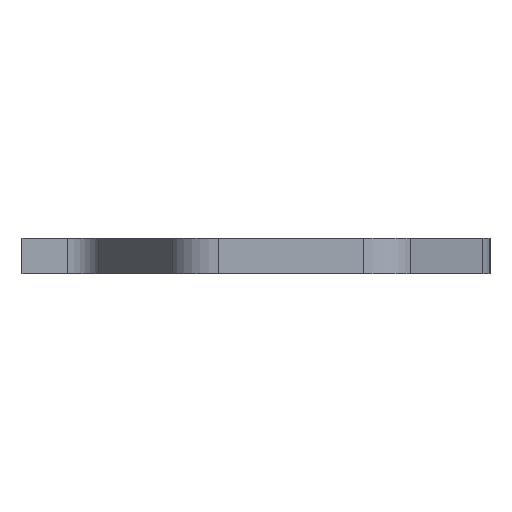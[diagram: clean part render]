
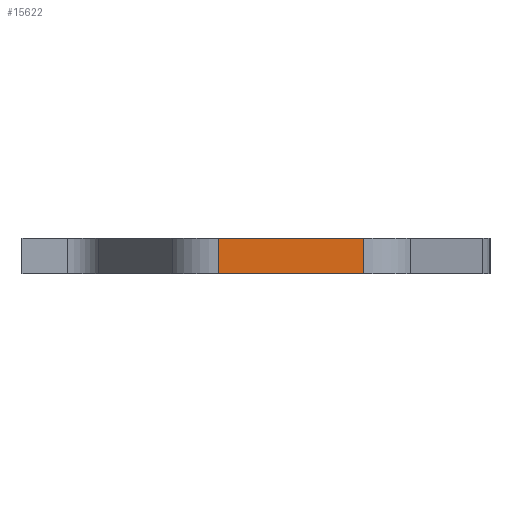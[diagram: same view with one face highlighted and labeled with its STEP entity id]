
A CAD part, front view. The second image highlights one B-rep face of the part: STEP entity #15622.
In plain terms, the highlighted planar face has unit normal (0, -1, 0).
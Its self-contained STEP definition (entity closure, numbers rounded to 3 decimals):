
#3326=ORIENTED_EDGE('',*,*,#5027,.F.);
#3327=ORIENTED_EDGE('',*,*,#4439,.T.);
#3328=ORIENTED_EDGE('',*,*,#5028,.T.);
#3329=ORIENTED_EDGE('',*,*,#4006,.T.);
#4006=EDGE_CURVE('',#5570,#5569,#6525,.T.);
#4439=EDGE_CURVE('',#5840,#5839,#6863,.T.);
#5027=EDGE_CURVE('',#5840,#5569,#7422,.T.);
#5028=EDGE_CURVE('',#5839,#5570,#7423,.T.);
#5569=VERTEX_POINT('',#20840);
#5570=VERTEX_POINT('',#20842);
#5839=VERTEX_POINT('',#26119);
#5840=VERTEX_POINT('',#26121);
#6525=LINE('',#20841,#7864);
#6863=LINE('',#26120,#8202);
#7422=LINE('',#27344,#8761);
#7423=LINE('',#27346,#8762);
#7864=VECTOR('',#16893,1000.);
#8202=VECTOR('',#17601,1000.);
#8761=VECTOR('',#18948,1000.);
#8762=VECTOR('',#18951,1000.);
#9469=EDGE_LOOP('',(#3326,#3327,#3328,#3329));
#10190=FACE_BOUND('',#9469,.T.);
#10708=PLANE('',#16310);
#15622=ADVANCED_FACE('',(#10190),#10708,.T.);
#16310=AXIS2_PLACEMENT_3D('',#27345,#18949,#18950);
#16893=DIRECTION('',(1.,0.,0.));
#17601=DIRECTION('',(-1.,0.,0.));
#18948=DIRECTION('',(0.,0.,-1.));
#18949=DIRECTION('',(0.,-1.,0.));
#18950=DIRECTION('',(0.,0.,-1.));
#18951=DIRECTION('',(0.,0.,-1.));
#20840=CARTESIAN_POINT('',(15.703,-160.,-1.));
#20841=CARTESIAN_POINT('',(7.62,-160.,-1.));
#20842=CARTESIAN_POINT('',(7.62,-160.,-1.));
#26119=CARTESIAN_POINT('',(7.62,-160.,1.));
#26120=CARTESIAN_POINT('',(7.62,-160.,1.));
#26121=CARTESIAN_POINT('',(15.703,-160.,1.));
#27344=CARTESIAN_POINT('',(15.703,-160.,172.001));
#27345=CARTESIAN_POINT('',(7.62,-160.,172.001));
#27346=CARTESIAN_POINT('',(7.62,-160.,172.001));
